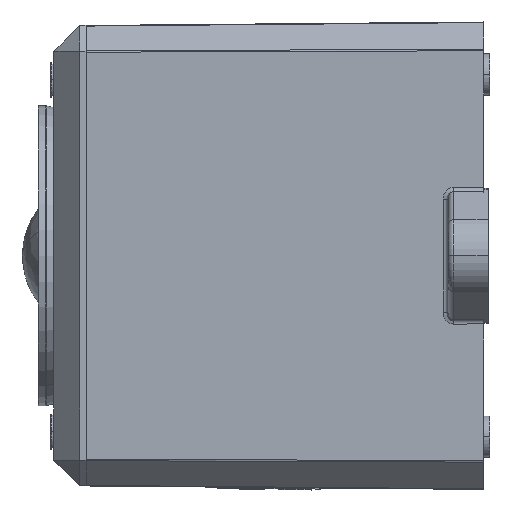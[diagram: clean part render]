
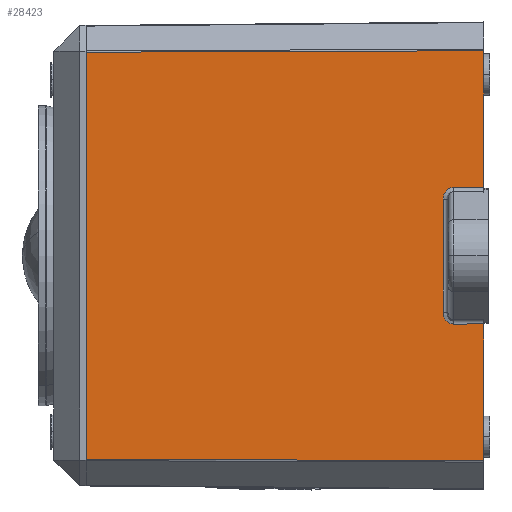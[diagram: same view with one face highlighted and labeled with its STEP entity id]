
A CAD part, left-side view. The second image highlights one B-rep face of the part: STEP entity #28423.
In plain terms, the highlighted planar face has unit normal (-1, 0.009, 0).
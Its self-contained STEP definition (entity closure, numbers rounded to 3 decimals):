
#78 = VERTEX_POINT ( 'NONE', #16969 ) ;
#976 = LINE ( 'NONE', #12261, #32976 ) ;
#1509 = CARTESIAN_POINT ( 'NONE',  ( -45.12, 6.741, -13.21 ) ) ;
#1627 = ORIENTED_EDGE ( 'NONE', *, *, #23802, .F. ) ;
#1723 = ORIENTED_EDGE ( 'NONE', *, *, #26101, .F. ) ;
#2269 = VECTOR ( 'NONE', #25002, 1000. ) ;
#2571 = DIRECTION ( 'NONE',  ( -0.009, -1., -0.004 ) ) ;
#3170 = LINE ( 'NONE', #31395, #10561 ) ;
#3600 = CARTESIAN_POINT ( 'NONE',  ( -44.5, 77.75, -39.5 ) ) ;
#3965 = DIRECTION ( 'NONE',  ( 0., 0., -1. ) ) ;
#4135 = CARTESIAN_POINT ( 'NONE',  ( -45.102, 8.741, -12.263 ) ) ;
#5082 = VERTEX_POINT ( 'NONE', #8424 ) ;
#5093 = VERTEX_POINT ( 'NONE', #16045 ) ;
#5706 = LINE ( 'NONE', #36331, #35091 ) ;
#5959 = VERTEX_POINT ( 'NONE', #11980 ) ;
#6653 = VERTEX_POINT ( 'NONE', #36675 ) ;
#6992 = ORIENTED_EDGE ( 'NONE', *, *, #13529, .F. ) ;
#7433 = ORIENTED_EDGE ( 'NONE', *, *, #18847, .T. ) ;
#8268 = CARTESIAN_POINT ( 'NONE',  ( -45.102, 8.741, 10.911 ) ) ;
#8424 = CARTESIAN_POINT ( 'NONE',  ( -45.102, 8.741, 10.911 ) ) ;
#9556 = CARTESIAN_POINT ( 'NONE',  ( -45.119, 6.776, 13.21 ) ) ;
#10096 = CARTESIAN_POINT ( 'NONE',  ( -44.5, 77.75, -39.5 ) ) ;
#10561 = VECTOR ( 'NONE', #13952, 1000. ) ;
#10692 = EDGE_CURVE ( 'NONE', #78, #24947, #17377, .T. ) ;
#11158 = DIRECTION ( 'NONE',  ( 0.009, 1., -0.004 ) ) ;
#11324 = ORIENTED_EDGE ( 'NONE', *, *, #24590, .T. ) ;
#11645 = ORIENTED_EDGE ( 'NONE', *, *, #24753, .T. ) ;
#11871 = CARTESIAN_POINT ( 'NONE',  ( -44.5, 77.75, 39.334 ) ) ;
#11980 = CARTESIAN_POINT ( 'NONE',  ( -45.171, 0.88, 39.612 ) ) ;
#12261 = CARTESIAN_POINT ( 'NONE',  ( -45.111, 7.747, -13.215 ) ) ;
#12288 = VERTEX_POINT ( 'NONE', #25959 ) ;
#12343 = CARTESIAN_POINT ( 'NONE',  ( -45.12, 6.753, 13.21 ) ) ;
#13529 = EDGE_CURVE ( 'NONE', #30122, #12288, #13734, .T. ) ;
#13734 =( BOUNDED_CURVE ( )  B_SPLINE_CURVE ( 3, ( #34990, #12343, #23661, #9556 ),
 .UNSPECIFIED., .F., .T. ) 
 B_SPLINE_CURVE_WITH_KNOTS ( ( 4, 4 ),
 ( 6.266, 6.283 ),
 .UNSPECIFIED. ) 
 CURVE ( )  GEOMETRIC_REPRESENTATION_ITEM ( )  RATIONAL_B_SPLINE_CURVE ( ( 1., 1., 1., 1. ) ) 
 REPRESENTATION_ITEM ( '' )  );
#13952 = DIRECTION ( 'NONE',  ( 0., 0., -1. ) ) ;
#14235 = CARTESIAN_POINT ( 'NONE',  ( -45.109, 7.931, 13.192 ) ) ;
#14896 = ORIENTED_EDGE ( 'NONE', *, *, #22289, .T. ) ;
#15120 = LINE ( 'NONE', #3600, #16482 ) ;
#15135 = FACE_OUTER_BOUND ( 'NONE', #16925, .T. ) ;
#15470 = CARTESIAN_POINT ( 'NONE',  ( -45.109, 7.913, -13.216 ) ) ;
#16045 = CARTESIAN_POINT ( 'NONE',  ( -45.171, 0.88, 13.18 ) ) ;
#16482 = VECTOR ( 'NONE', #3965, 1000. ) ;
#16545 = ORIENTED_EDGE ( 'NONE', *, *, #10692, .T. ) ;
#16925 = EDGE_LOOP ( 'NONE', ( #6992, #7433, #1627, #14896, #11645, #16545, #26697, #18194, #31628, #11324, #1723 ) ) ;
#16969 = CARTESIAN_POINT ( 'NONE',  ( -44.5, 77.75, -39.334 ) ) ;
#17377 = LINE ( 'NONE', #33763, #31366 ) ;
#17713 = PLANE ( 'NONE',  #33707 ) ;
#18194 = ORIENTED_EDGE ( 'NONE', *, *, #36390, .T. ) ;
#18648 = VECTOR ( 'NONE', #30738, 1000. ) ;
#18780 = CARTESIAN_POINT ( 'NONE',  ( -45.102, 8.741, -10.911 ) ) ;
#18847 = EDGE_CURVE ( 'NONE', #30122, #5093, #33720, .T. ) ;
#19506 = CARTESIAN_POINT ( 'NONE',  ( -45.171, 0.88, -13.18 ) ) ;
#19768 = CARTESIAN_POINT ( 'NONE',  ( -45.102, 8.741, 12.245 ) ) ;
#20069 = VERTEX_POINT ( 'NONE', #19506 ) ;
#22289 = EDGE_CURVE ( 'NONE', #5959, #25022, #36234, .T. ) ;
#22343 = CARTESIAN_POINT ( 'NONE',  ( -45.102, 8.741, -39.5 ) ) ;
#22478 = CARTESIAN_POINT ( 'NONE',  ( -45.12, 6.741, 13.21 ) ) ;
#23027 = DIRECTION ( 'NONE',  ( 0.009, 1., -0.005 ) ) ;
#23661 = CARTESIAN_POINT ( 'NONE',  ( -45.119, 6.765, 13.21 ) ) ;
#23802 = EDGE_CURVE ( 'NONE', #5959, #5093, #5706, .T. ) ;
#24547 = VECTOR ( 'NONE', #11158, 1000. ) ;
#24590 = EDGE_CURVE ( 'NONE', #6653, #5082, #27955, .T. ) ;
#24753 = EDGE_CURVE ( 'NONE', #25022, #78, #15120, .T. ) ;
#24844 = EDGE_CURVE ( 'NONE', #20069, #24947, #3170, .T. ) ;
#24947 = VERTEX_POINT ( 'NONE', #26540 ) ;
#25002 = DIRECTION ( 'NONE',  ( 0., 0., 1. ) ) ;
#25022 = VERTEX_POINT ( 'NONE', #11871 ) ;
#25413 = DIRECTION ( 'NONE',  ( 0., 0., -1. ) ) ;
#25959 = CARTESIAN_POINT ( 'NONE',  ( -45.119, 6.776, 13.21 ) ) ;
#26101 = EDGE_CURVE ( 'NONE', #12288, #5082, #27926, .T. ) ;
#26540 = CARTESIAN_POINT ( 'NONE',  ( -45.171, 0.88, -39.612 ) ) ;
#26697 = ORIENTED_EDGE ( 'NONE', *, *, #24844, .F. ) ;
#26796 = CARTESIAN_POINT ( 'NONE',  ( -45.12, 6.741, -13.21 ) ) ;
#27926 =( BOUNDED_CURVE ( )  B_SPLINE_CURVE ( 3, ( #34074, #14235, #19768, #8268 ),
 .UNSPECIFIED., .F., .T. ) 
 B_SPLINE_CURVE_WITH_KNOTS ( ( 4, 4 ),
 ( 0., 1.553 ),
 .UNSPECIFIED. ) 
 CURVE ( )  GEOMETRIC_REPRESENTATION_ITEM ( )  RATIONAL_B_SPLINE_CURVE ( ( 1., 0.809, 0.809, 1. ) ) 
 REPRESENTATION_ITEM ( '' )  );
#27955 = LINE ( 'NONE', #22343, #2269 ) ;
#28423 = ADVANCED_FACE ( 'NONE', ( #15135 ), #17713, .T. ) ;
#30122 = VERTEX_POINT ( 'NONE', #22478 ) ;
#30150 = DIRECTION ( 'NONE',  ( -1., 0.009, 0. ) ) ;
#30318 =( BOUNDED_CURVE ( )  B_SPLINE_CURVE ( 3, ( #18780, #4135, #15470, #26796 ),
 .UNSPECIFIED., .F., .T. ) 
 B_SPLINE_CURVE_WITH_KNOTS ( ( 4, 4 ),
 ( 1.588, 3.159 ),
 .UNSPECIFIED. ) 
 CURVE ( )  GEOMETRIC_REPRESENTATION_ITEM ( )  RATIONAL_B_SPLINE_CURVE ( ( 1., 0.805, 0.805, 1. ) ) 
 REPRESENTATION_ITEM ( '' )  );
#30347 = DIRECTION ( 'NONE',  ( -0.009, -1., 0. ) ) ;
#30674 = CARTESIAN_POINT ( 'NONE',  ( -44.498, 78.035, 39.333 ) ) ;
#30738 = DIRECTION ( 'NONE',  ( -0.009, -1., -0.005 ) ) ;
#31366 = VECTOR ( 'NONE', #2571, 1000. ) ;
#31395 = CARTESIAN_POINT ( 'NONE',  ( -45.171, 0.88, 0. ) ) ;
#31628 = ORIENTED_EDGE ( 'NONE', *, *, #32547, .F. ) ;
#32046 = VERTEX_POINT ( 'NONE', #1509 ) ;
#32547 = EDGE_CURVE ( 'NONE', #6653, #32046, #30318, .T. ) ;
#32976 = VECTOR ( 'NONE', #23027, 1000. ) ;
#33544 = CARTESIAN_POINT ( 'NONE',  ( -45.171, 0.877, 13.18 ) ) ;
#33707 = AXIS2_PLACEMENT_3D ( 'NONE', #10096, #30150, #30347 ) ;
#33720 = LINE ( 'NONE', #33544, #18648 ) ;
#33763 = CARTESIAN_POINT ( 'NONE',  ( -44.5, 77.749, -39.334 ) ) ;
#34074 = CARTESIAN_POINT ( 'NONE',  ( -45.119, 6.776, 13.21 ) ) ;
#34990 = CARTESIAN_POINT ( 'NONE',  ( -45.12, 6.741, 13.21 ) ) ;
#35091 = VECTOR ( 'NONE', #25413, 1000. ) ;
#36234 = LINE ( 'NONE', #30674, #24547 ) ;
#36331 = CARTESIAN_POINT ( 'NONE',  ( -45.171, 0.88, 0. ) ) ;
#36390 = EDGE_CURVE ( 'NONE', #20069, #32046, #976, .T. ) ;
#36675 = CARTESIAN_POINT ( 'NONE',  ( -45.102, 8.741, -10.911 ) ) ;
